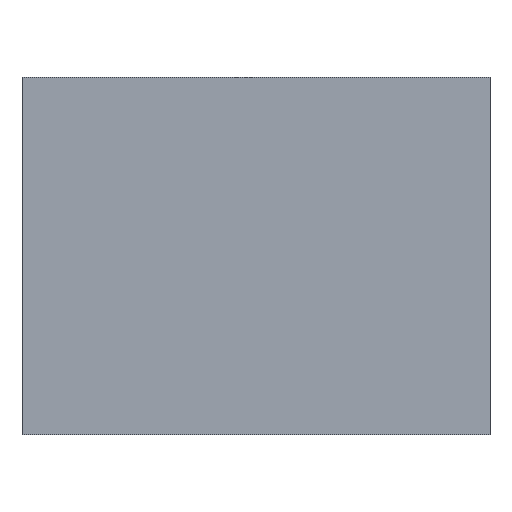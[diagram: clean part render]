
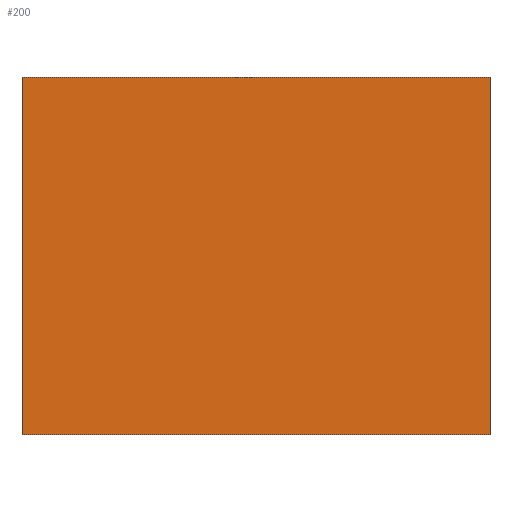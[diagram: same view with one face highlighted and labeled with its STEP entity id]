
A CAD part, front view. The second image highlights one B-rep face of the part: STEP entity #200.
In plain terms, the highlighted planar face has unit normal (0, -1, 0).
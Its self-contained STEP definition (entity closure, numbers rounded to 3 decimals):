
#11 = CARTESIAN_POINT ( 'NONE',  ( -301., 0., 230. ) ) ;
#13 = CARTESIAN_POINT ( 'NONE',  ( -301., 0., -230. ) ) ;
#15 = LINE ( 'NONE', #175, #207 ) ;
#21 = VERTEX_POINT ( 'NONE', #26 ) ;
#26 = CARTESIAN_POINT ( 'NONE',  ( -301., 0., 230. ) ) ;
#31 = FACE_OUTER_BOUND ( 'NONE', #112, .T. ) ;
#42 = AXIS2_PLACEMENT_3D ( 'NONE', #141, #121, #191 ) ;
#46 = CARTESIAN_POINT ( 'NONE',  ( 301., 0., 230. ) ) ;
#47 = VECTOR ( 'NONE', #64, 1000. ) ;
#62 = VERTEX_POINT ( 'NONE', #46 ) ;
#64 = DIRECTION ( 'NONE',  ( 1., 0., 0. ) ) ;
#68 = PLANE ( 'NONE',  #42 ) ;
#85 = CARTESIAN_POINT ( 'NONE',  ( 301., 0., -230. ) ) ;
#89 = EDGE_CURVE ( 'NONE', #62, #203, #103, .T. ) ;
#100 = EDGE_CURVE ( 'NONE', #203, #206, #188, .T. ) ;
#103 = LINE ( 'NONE', #205, #232 ) ;
#112 = EDGE_LOOP ( 'NONE', ( #204, #163, #221, #119 ) ) ;
#118 = DIRECTION ( 'NONE',  ( 0., 0., -1. ) ) ;
#119 = ORIENTED_EDGE ( 'NONE', *, *, #100, .F. ) ;
#121 = DIRECTION ( 'NONE',  ( 0., -1., 0. ) ) ;
#122 = DIRECTION ( 'NONE',  ( 0., 0., 1. ) ) ;
#128 = EDGE_CURVE ( 'NONE', #21, #62, #225, .T. ) ;
#141 = CARTESIAN_POINT ( 'NONE',  ( 0., 0., 0. ) ) ;
#159 = VECTOR ( 'NONE', #228, 1000. ) ;
#163 = ORIENTED_EDGE ( 'NONE', *, *, #128, .F. ) ;
#175 = CARTESIAN_POINT ( 'NONE',  ( -301., 0., 230. ) ) ;
#179 = EDGE_CURVE ( 'NONE', #206, #21, #15, .T. ) ;
#188 = LINE ( 'NONE', #13, #159 ) ;
#191 = DIRECTION ( 'NONE',  ( 0., 0., -1. ) ) ;
#192 = CARTESIAN_POINT ( 'NONE',  ( -301., 0., -230. ) ) ;
#200 = ADVANCED_FACE ( 'NONE', ( #31 ), #68, .T. ) ;
#203 = VERTEX_POINT ( 'NONE', #85 ) ;
#204 = ORIENTED_EDGE ( 'NONE', *, *, #89, .F. ) ;
#205 = CARTESIAN_POINT ( 'NONE',  ( 301., 0., 230. ) ) ;
#206 = VERTEX_POINT ( 'NONE', #192 ) ;
#207 = VECTOR ( 'NONE', #122, 1000. ) ;
#221 = ORIENTED_EDGE ( 'NONE', *, *, #179, .F. ) ;
#225 = LINE ( 'NONE', #11, #47 ) ;
#228 = DIRECTION ( 'NONE',  ( -1., 0., 0. ) ) ;
#232 = VECTOR ( 'NONE', #118, 1000. ) ;
